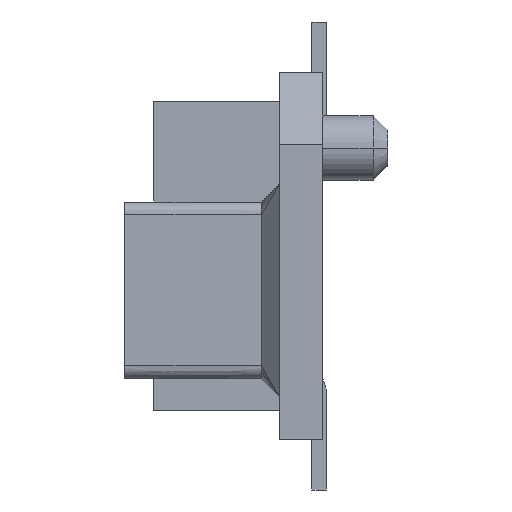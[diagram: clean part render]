
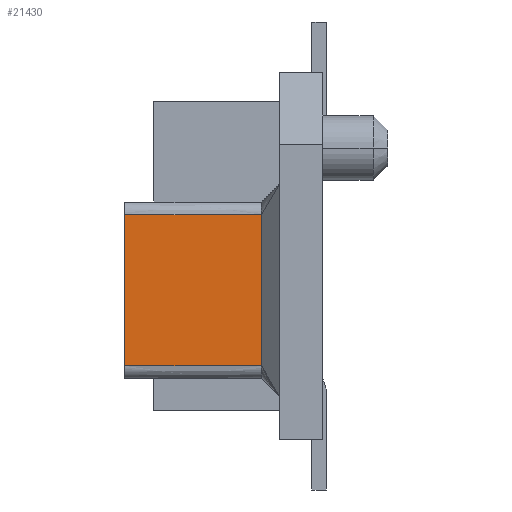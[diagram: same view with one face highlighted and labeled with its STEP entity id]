
A CAD part, left-side view. The second image highlights one B-rep face of the part: STEP entity #21430.
In plain terms, the highlighted planar face has unit normal (-1, 0, 0).
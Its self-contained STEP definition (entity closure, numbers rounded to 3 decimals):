
#12080=CARTESIAN_POINT('',(24.8,0.85,-1.526));
#12090=VERTEX_POINT('',#12080);
#21060=CARTESIAN_POINT('',(24.8,1.8,-0.475));
#21070=DIRECTION('',(-1.,0.,0.));
#21080=DIRECTION('',(0.,1.,0.));
#21090=AXIS2_PLACEMENT_3D('',#21060,#21070,#21080);
#21100=PLANE('',#21090);
#21110=CARTESIAN_POINT('',(24.8,2.75,-1.526));
#21120=DIRECTION('',(0.,-1.,0.));
#21130=VECTOR('',#21120,1.);
#21140=LINE('',#21110,#21130);
#21150=CARTESIAN_POINT('',(24.8,2.75,-1.526));
#21160=VERTEX_POINT('',#21150);
#21170=EDGE_CURVE('',#21160,#12090,#21140,.T.);
#21180=ORIENTED_EDGE('',*,*,#21170,.T.);
#21190=CARTESIAN_POINT('',(24.8,2.75,0.));
#21200=DIRECTION('',(0.,0.,1.));
#21210=VECTOR('',#21200,1.);
#21220=LINE('',#21190,#21210);
#21230=CARTESIAN_POINT('',(24.8,2.75,0.576));
#21240=VERTEX_POINT('',#21230);
#21250=EDGE_CURVE('',#21160,#21240,#21220,.T.);
#21260=ORIENTED_EDGE('',*,*,#21250,.F.);
#21270=CARTESIAN_POINT('',(24.8,2.75,0.576));
#21280=DIRECTION('',(0.,-1.,0.));
#21290=VECTOR('',#21280,1.);
#21300=LINE('',#21270,#21290);
#21310=CARTESIAN_POINT('',(24.8,0.85,0.576));
#21320=VERTEX_POINT('',#21310);
#21330=EDGE_CURVE('',#21240,#21320,#21300,.T.);
#21340=ORIENTED_EDGE('',*,*,#21330,.F.);
#21350=CARTESIAN_POINT('',(24.8,0.85,0.));
#21360=DIRECTION('',(0.,0.,1.));
#21370=VECTOR('',#21360,1.);
#21380=LINE('',#21350,#21370);
#21390=EDGE_CURVE('',#12090,#21320,#21380,.T.);
#21400=ORIENTED_EDGE('',*,*,#21390,.T.);
#21410=EDGE_LOOP('',(#21400,#21340,#21260,#21180));
#21420=FACE_OUTER_BOUND('',#21410,.T.);
#21430=ADVANCED_FACE('',(#21420),#21100,.T.);
